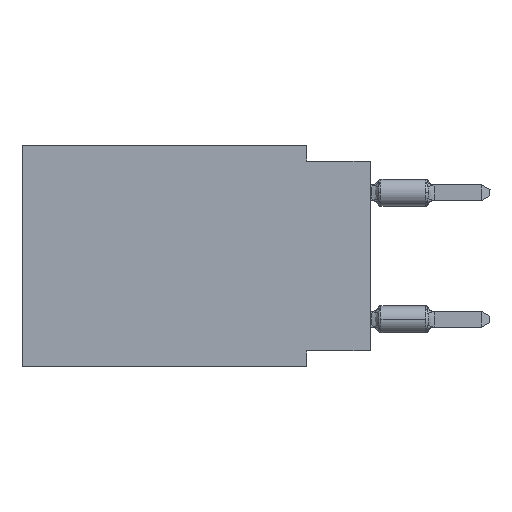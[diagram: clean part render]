
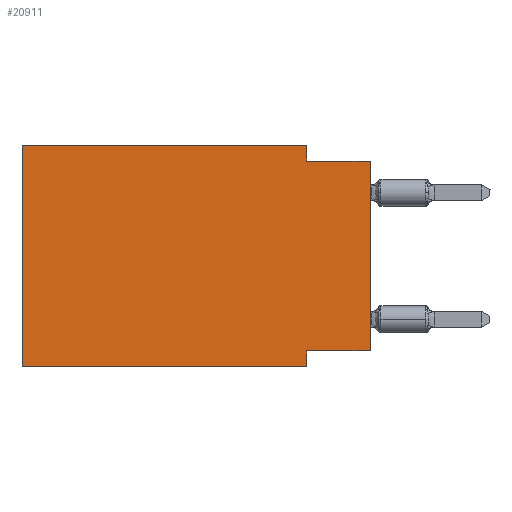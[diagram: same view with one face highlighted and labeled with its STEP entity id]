
A CAD part, left-side view. The second image highlights one B-rep face of the part: STEP entity #20911.
In plain terms, the highlighted planar face has unit normal (-1, 0, 0).
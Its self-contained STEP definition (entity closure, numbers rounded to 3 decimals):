
#272 = EDGE_CURVE ( 'NONE', #3903, #11543, #19551, .T. ) ;
#665 = EDGE_LOOP ( 'NONE', ( #12093, #17759, #14051, #6416, #6393, #5981, #19248, #10567 ) ) ;
#1024 = DIRECTION ( 'NONE',  ( 0., 0., -1. ) ) ;
#1233 = DIRECTION ( 'NONE',  ( 0., 0., -1. ) ) ;
#2273 = EDGE_CURVE ( 'NONE', #16119, #4655, #11963, .T. ) ;
#2792 = LINE ( 'NONE', #11770, #17176 ) ;
#2953 = LINE ( 'NONE', #21035, #5956 ) ;
#3230 = VECTOR ( 'NONE', #13371, 1000. ) ;
#3359 = CARTESIAN_POINT ( 'NONE',  ( 0., 2.54, -8.89 ) ) ;
#3903 = VERTEX_POINT ( 'NONE', #22358 ) ;
#4655 = VERTEX_POINT ( 'NONE', #19059 ) ;
#4741 = LINE ( 'NONE', #18690, #3230 ) ;
#5396 = EDGE_CURVE ( 'NONE', #10616, #16119, #2792, .T. ) ;
#5753 = LINE ( 'NONE', #22057, #14884 ) ;
#5838 = DIRECTION ( 'NONE',  ( 0., 1., 0. ) ) ;
#5956 = VECTOR ( 'NONE', #19365, 1000. ) ;
#5981 = ORIENTED_EDGE ( 'NONE', *, *, #12553, .T. ) ;
#6393 = ORIENTED_EDGE ( 'NONE', *, *, #17992, .F. ) ;
#6416 = ORIENTED_EDGE ( 'NONE', *, *, #17401, .F. ) ;
#6988 = VECTOR ( 'NONE', #5838, 1000. ) ;
#7243 = EDGE_CURVE ( 'NONE', #13083, #3903, #13377, .T. ) ;
#7288 = VERTEX_POINT ( 'NONE', #13043 ) ;
#7491 = DIRECTION ( 'NONE',  ( 1., 0., 0. ) ) ;
#7644 = VERTEX_POINT ( 'NONE', #11693 ) ;
#7776 = CARTESIAN_POINT ( 'NONE',  ( 0., 2.54, -0.635 ) ) ;
#9668 = EDGE_CURVE ( 'NONE', #13083, #4655, #2953, .T. ) ;
#10188 = LINE ( 'NONE', #15613, #14002 ) ;
#10567 = ORIENTED_EDGE ( 'NONE', *, *, #7243, .F. ) ;
#10616 = VERTEX_POINT ( 'NONE', #10897 ) ;
#10629 = CARTESIAN_POINT ( 'NONE',  ( 0., 0., -8.255 ) ) ;
#10897 = CARTESIAN_POINT ( 'NONE',  ( 0., 2.54, 0. ) ) ;
#11368 = CARTESIAN_POINT ( 'NONE',  ( 0., 13.97, 0. ) ) ;
#11543 = VERTEX_POINT ( 'NONE', #12489 ) ;
#11693 = CARTESIAN_POINT ( 'NONE',  ( 0., 13.97, 0. ) ) ;
#11770 = CARTESIAN_POINT ( 'NONE',  ( 0., 2.54, 0. ) ) ;
#11963 = LINE ( 'NONE', #13617, #22801 ) ;
#12093 = ORIENTED_EDGE ( 'NONE', *, *, #9668, .T. ) ;
#12489 = CARTESIAN_POINT ( 'NONE',  ( 0., 2.54, -8.89 ) ) ;
#12553 = EDGE_CURVE ( 'NONE', #7288, #11543, #10188, .T. ) ;
#13043 = CARTESIAN_POINT ( 'NONE',  ( 0., 13.97, -8.89 ) ) ;
#13083 = VERTEX_POINT ( 'NONE', #10629 ) ;
#13371 = DIRECTION ( 'NONE',  ( 0., -1., 0. ) ) ;
#13377 = LINE ( 'NONE', #17147, #6988 ) ;
#13617 = CARTESIAN_POINT ( 'NONE',  ( 0., 0., -0.635 ) ) ;
#14002 = VECTOR ( 'NONE', #22850, 1000. ) ;
#14051 = ORIENTED_EDGE ( 'NONE', *, *, #5396, .F. ) ;
#14693 = PLANE ( 'NONE',  #23100 ) ;
#14884 = VECTOR ( 'NONE', #22292, 1000. ) ;
#15613 = CARTESIAN_POINT ( 'NONE',  ( 0., 13.97, -8.89 ) ) ;
#16119 = VERTEX_POINT ( 'NONE', #7776 ) ;
#16332 = DIRECTION ( 'NONE',  ( 0., 0., -1. ) ) ;
#17147 = CARTESIAN_POINT ( 'NONE',  ( 0., 0., -8.255 ) ) ;
#17176 = VECTOR ( 'NONE', #1024, 1000. ) ;
#17401 = EDGE_CURVE ( 'NONE', #7644, #10616, #4741, .T. ) ;
#17759 = ORIENTED_EDGE ( 'NONE', *, *, #2273, .F. ) ;
#17992 = EDGE_CURVE ( 'NONE', #7288, #7644, #5753, .T. ) ;
#18116 = FACE_OUTER_BOUND ( 'NONE', #665, .T. ) ;
#18690 = CARTESIAN_POINT ( 'NONE',  ( 0., 13.97, 0. ) ) ;
#19059 = CARTESIAN_POINT ( 'NONE',  ( 0., 0., -0.635 ) ) ;
#19248 = ORIENTED_EDGE ( 'NONE', *, *, #272, .F. ) ;
#19276 = DIRECTION ( 'NONE',  ( 0., -1., 0. ) ) ;
#19365 = DIRECTION ( 'NONE',  ( 0., 0., 1. ) ) ;
#19551 = LINE ( 'NONE', #3359, #20818 ) ;
#20818 = VECTOR ( 'NONE', #1233, 1000. ) ;
#20911 = ADVANCED_FACE ( 'NONE', ( #18116 ), #14693, .F. ) ;
#21035 = CARTESIAN_POINT ( 'NONE',  ( 0., 0., 0. ) ) ;
#22057 = CARTESIAN_POINT ( 'NONE',  ( 0., 13.97, 0. ) ) ;
#22292 = DIRECTION ( 'NONE',  ( 0., 0., 1. ) ) ;
#22358 = CARTESIAN_POINT ( 'NONE',  ( 0., 2.54, -8.255 ) ) ;
#22801 = VECTOR ( 'NONE', #19276, 1000. ) ;
#22850 = DIRECTION ( 'NONE',  ( 0., -1., 0. ) ) ;
#23100 = AXIS2_PLACEMENT_3D ( 'NONE', #11368, #7491, #16332 ) ;
